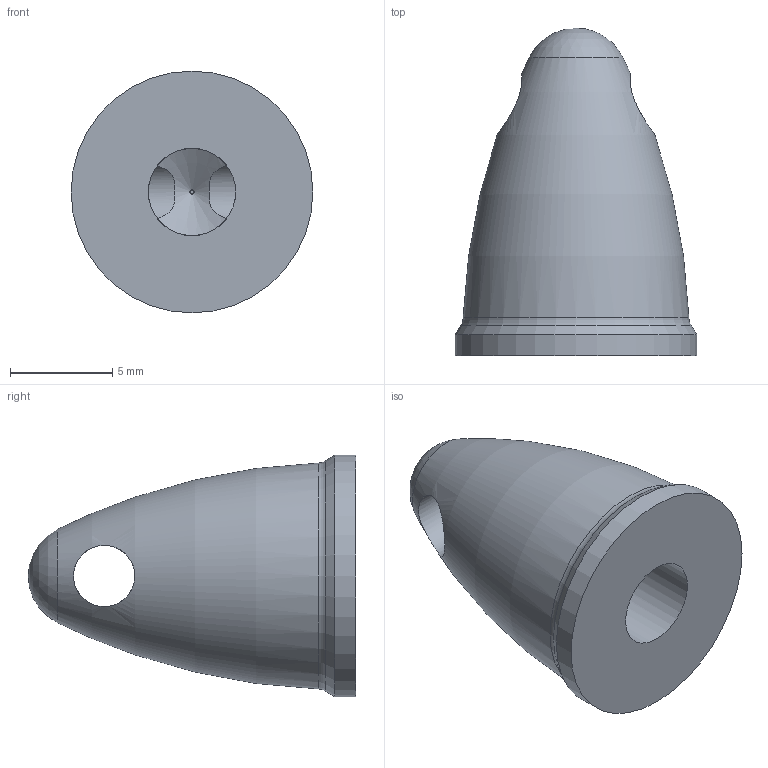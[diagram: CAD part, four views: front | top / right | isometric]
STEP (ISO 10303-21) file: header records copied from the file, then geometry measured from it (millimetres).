
FILE_DESCRIPTION(('HOOPS Exchange Step'),'2;1');
FILE_NAME('f94ea9f3a7ac50c50d753f32482ae67c20220213-1-132cg3s.SLDPRT.step','2022-02-13T19:50:45+00:00',('root'),('Unknown organisation'),'HOOPS Exchange 2021.0','HOOPS Exchange','Unknown authorisation');
FILE_SCHEMA( ('AUTOMOTIVE_DESIGN { 1 0 10303 214 1 1 1 1 }') );
Length unit declared in the file: inch
Products named in the file (2): Default; f94ea9f3a7ac50c50d753f32482ae67c20220213-1-132cg3s
Assembly tree (1 placements, depth 2):
  f94ea9f3a7ac50c50d753f32482ae67c20220213-1-132cg3s
    Default
Bounding box: 11.81 x 16 x 11.81 mm (x, y, z)
Volume: 798.3 mm3; surface area: 736.8 mm2
Topology: 1 solids, 1 shells, 11 faces, 34 edges, 22 vertices
Faces by surface type: cylinder 4, plane 2, torus 2, cone 2, sphere 1
Full cylindrical faces by diameter (mm): 2.997 x2, 4.267 x1, 11.811 x1
Entity records: 2988 total; most frequent: CARTESIAN_POINT 2646, ORIENTED_EDGE 66, DIRECTION 60, EDGE_CURVE 33, AXIS2_PLACEMENT_3D 27, VERTEX_POINT 22, B_SPLINE_CURVE_WITH_KNOTS 14, CIRCLE 13
